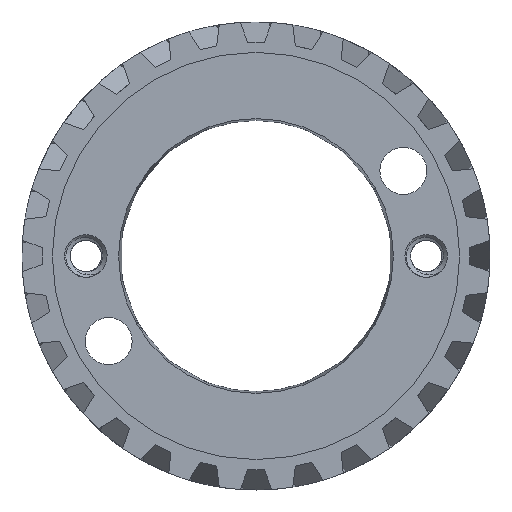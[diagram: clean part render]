
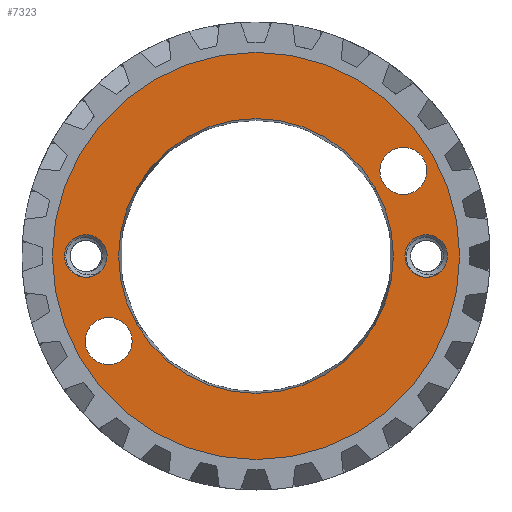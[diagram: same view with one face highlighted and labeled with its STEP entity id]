
A CAD part, left-side view. The second image highlights one B-rep face of the part: STEP entity #7323.
In plain terms, the highlighted planar face has unit normal (-1, 0, 0).
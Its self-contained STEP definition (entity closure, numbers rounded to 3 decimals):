
#345 = DIRECTION ( 'NONE',  ( 0., 0., 1. ) ) ;
#428 = PLANE ( 'NONE',  #8737 ) ;
#548 = VERTEX_POINT ( 'NONE', #2233 ) ;
#573 = DIRECTION ( 'NONE',  ( -1., 0., 0. ) ) ;
#587 = DIRECTION ( 'NONE',  ( -1., 0., 0. ) ) ;
#674 = ORIENTED_EDGE ( 'NONE', *, *, #5837, .T. ) ;
#710 = VERTEX_POINT ( 'NONE', #8837 ) ;
#1431 = CARTESIAN_POINT ( 'NONE',  ( -4.538, 0., 20.514 ) ) ;
#1518 = DIRECTION ( 'NONE',  ( 0., 0., 1. ) ) ;
#1553 = VERTEX_POINT ( 'NONE', #12342 ) ;
#1609 = CARTESIAN_POINT ( 'NONE',  ( -4.538, 25.4, 0. ) ) ;
#1638 = CIRCLE ( 'NONE', #7990, 20.514 ) ;
#1661 = DIRECTION ( 'NONE',  ( 0., 0., 1. ) ) ;
#1716 = DIRECTION ( 'NONE',  ( 0., 0., 1. ) ) ;
#1969 = DIRECTION ( 'NONE',  ( 1., 0., 0. ) ) ;
#2027 = FACE_BOUND ( 'NONE', #8444, .T. ) ;
#2125 = EDGE_LOOP ( 'NONE', ( #11485, #8669 ) ) ;
#2221 = DIRECTION ( 'NONE',  ( 1., 0., 0. ) ) ;
#2233 = CARTESIAN_POINT ( 'NONE',  ( -4.538, -21.997, 16.205 ) ) ;
#2241 = VERTEX_POINT ( 'NONE', #14852 ) ;
#2312 = DIRECTION ( 'NONE',  ( -1., 0., 0. ) ) ;
#2373 = CIRCLE ( 'NONE', #10468, 30.39 ) ;
#2424 = DIRECTION ( 'NONE',  ( -1., 0., 0. ) ) ;
#2486 = CARTESIAN_POINT ( 'NONE',  ( -4.538, 25.4, 0. ) ) ;
#2572 = DIRECTION ( 'NONE',  ( 0., 0., 1. ) ) ;
#2588 = AXIS2_PLACEMENT_3D ( 'NONE', #2764, #587, #8823 ) ;
#2674 = AXIS2_PLACEMENT_3D ( 'NONE', #8536, #7143, #2572 ) ;
#2764 = CARTESIAN_POINT ( 'NONE',  ( -4.538, -25.4, 0. ) ) ;
#2837 = CIRCLE ( 'NONE', #2674, 3.175 ) ;
#2945 = CIRCLE ( 'NONE', #14733, 20.514 ) ;
#3039 = VERTEX_POINT ( 'NONE', #1431 ) ;
#3083 = EDGE_CURVE ( 'NONE', #12404, #7365, #4309, .T. ) ;
#3111 = CARTESIAN_POINT ( 'NONE',  ( -4.538, 21.997, -12.7 ) ) ;
#3141 = AXIS2_PLACEMENT_3D ( 'NONE', #3111, #5577, #13822 ) ;
#3259 = ORIENTED_EDGE ( 'NONE', *, *, #15225, .F. ) ;
#3435 = AXIS2_PLACEMENT_3D ( 'NONE', #2486, #8562, #1518 ) ;
#3453 = CARTESIAN_POINT ( 'NONE',  ( -4.538, 23.155, -2.245 ) ) ;
#3588 = EDGE_CURVE ( 'NONE', #9459, #10032, #2837, .T. ) ;
#3722 = ORIENTED_EDGE ( 'NONE', *, *, #11569, .F. ) ;
#3754 = CARTESIAN_POINT ( 'NONE',  ( -4.538, 0., 0. ) ) ;
#3894 = AXIS2_PLACEMENT_3D ( 'NONE', #3754, #12021, #13196 ) ;
#4009 = AXIS2_PLACEMENT_3D ( 'NONE', #15153, #5651, #5512 ) ;
#4024 = EDGE_CURVE ( 'NONE', #13604, #10804, #11163, .T. ) ;
#4309 = CIRCLE ( 'NONE', #3894, 30.39 ) ;
#4549 = EDGE_LOOP ( 'NONE', ( #3722, #4802 ) ) ;
#4753 = CARTESIAN_POINT ( 'NONE',  ( -4.538, 0., 0. ) ) ;
#4802 = ORIENTED_EDGE ( 'NONE', *, *, #10015, .F. ) ;
#5025 = CIRCLE ( 'NONE', #10114, 3.175 ) ;
#5183 = CIRCLE ( 'NONE', #4009, 3.505 ) ;
#5224 = CARTESIAN_POINT ( 'NONE',  ( -4.538, 0., -30.39 ) ) ;
#5227 = CARTESIAN_POINT ( 'NONE',  ( -4.538, -25.4, 0. ) ) ;
#5512 = DIRECTION ( 'NONE',  ( 0., 0., 1. ) ) ;
#5530 = FACE_BOUND ( 'NONE', #8501, .T. ) ;
#5577 = DIRECTION ( 'NONE',  ( 1., 0., 0. ) ) ;
#5649 = CARTESIAN_POINT ( 'NONE',  ( -4.538, 21.997, -9.195 ) ) ;
#5651 = DIRECTION ( 'NONE',  ( 1., 0., 0. ) ) ;
#5796 = AXIS2_PLACEMENT_3D ( 'NONE', #7059, #2221, #11828 ) ;
#5837 = EDGE_CURVE ( 'NONE', #710, #548, #14806, .T. ) ;
#5846 = CIRCLE ( 'NONE', #3435, 3.175 ) ;
#6335 = EDGE_CURVE ( 'NONE', #10032, #6855, #5025, .T. ) ;
#6679 = DIRECTION ( 'NONE',  ( 0., 0., 1. ) ) ;
#6855 = VERTEX_POINT ( 'NONE', #13095 ) ;
#7059 = CARTESIAN_POINT ( 'NONE',  ( -4.538, -21.997, 12.7 ) ) ;
#7143 = DIRECTION ( 'NONE',  ( -1., 0., 0. ) ) ;
#7323 = ADVANCED_FACE ( 'NONE', ( #9392, #5530, #7553, #13109, #2027, #14193 ), #428, .T. ) ;
#7365 = VERTEX_POINT ( 'NONE', #5224 ) ;
#7380 = ORIENTED_EDGE ( 'NONE', *, *, #4024, .F. ) ;
#7391 = EDGE_LOOP ( 'NONE', ( #674, #13128 ) ) ;
#7394 = DIRECTION ( 'NONE',  ( -1., 0., 0. ) ) ;
#7494 = ORIENTED_EDGE ( 'NONE', *, *, #10288, .F. ) ;
#7553 = FACE_BOUND ( 'NONE', #4549, .T. ) ;
#7601 = EDGE_CURVE ( 'NONE', #13844, #1553, #5183, .T. ) ;
#7634 = DIRECTION ( 'NONE',  ( -1., 0., 0. ) ) ;
#7989 = DIRECTION ( 'NONE',  ( -1., 0., 0. ) ) ;
#7990 = AXIS2_PLACEMENT_3D ( 'NONE', #11584, #7989, #6679 ) ;
#8444 = EDGE_LOOP ( 'NONE', ( #8713, #14795 ) ) ;
#8501 = EDGE_LOOP ( 'NONE', ( #9896, #3259, #14316 ) ) ;
#8536 = CARTESIAN_POINT ( 'NONE',  ( -4.538, 25.4, 0. ) ) ;
#8562 = DIRECTION ( 'NONE',  ( -1., 0., 0. ) ) ;
#8608 = DIRECTION ( 'NONE',  ( -1., 0., 0. ) ) ;
#8666 = CARTESIAN_POINT ( 'NONE',  ( -4.538, 0., 0. ) ) ;
#8669 = ORIENTED_EDGE ( 'NONE', *, *, #10537, .T. ) ;
#8713 = ORIENTED_EDGE ( 'NONE', *, *, #9204, .T. ) ;
#8737 = AXIS2_PLACEMENT_3D ( 'NONE', #8666, #8608, #1716 ) ;
#8823 = DIRECTION ( 'NONE',  ( 0., 0., 1. ) ) ;
#8837 = CARTESIAN_POINT ( 'NONE',  ( -4.538, -21.997, 9.195 ) ) ;
#9013 = CIRCLE ( 'NONE', #3141, 3.505 ) ;
#9146 = CARTESIAN_POINT ( 'NONE',  ( -4.538, 0., 30.39 ) ) ;
#9204 = EDGE_CURVE ( 'NONE', #1553, #13844, #9013, .T. ) ;
#9392 = FACE_BOUND ( 'NONE', #11501, .T. ) ;
#9459 = VERTEX_POINT ( 'NONE', #3453 ) ;
#9480 = EDGE_CURVE ( 'NONE', #548, #710, #14933, .T. ) ;
#9896 = ORIENTED_EDGE ( 'NONE', *, *, #3588, .F. ) ;
#10015 = EDGE_CURVE ( 'NONE', #2241, #3039, #2945, .T. ) ;
#10032 = VERTEX_POINT ( 'NONE', #14065 ) ;
#10114 = AXIS2_PLACEMENT_3D ( 'NONE', #1609, #573, #1661 ) ;
#10288 = EDGE_CURVE ( 'NONE', #14477, #13604, #14758, .T. ) ;
#10468 = AXIS2_PLACEMENT_3D ( 'NONE', #4753, #2424, #11874 ) ;
#10485 = ORIENTED_EDGE ( 'NONE', *, *, #14642, .F. ) ;
#10537 = EDGE_CURVE ( 'NONE', #7365, #12404, #2373, .T. ) ;
#10609 = AXIS2_PLACEMENT_3D ( 'NONE', #11480, #1969, #11525 ) ;
#10719 = CARTESIAN_POINT ( 'NONE',  ( -4.538, 0., 0. ) ) ;
#10773 = AXIS2_PLACEMENT_3D ( 'NONE', #5227, #7634, #11115 ) ;
#10804 = VERTEX_POINT ( 'NONE', #12727 ) ;
#10815 = CARTESIAN_POINT ( 'NONE',  ( -4.538, -27.645, -2.245 ) ) ;
#11062 = CIRCLE ( 'NONE', #14411, 3.175 ) ;
#11115 = DIRECTION ( 'NONE',  ( 0., 0., 1. ) ) ;
#11163 = CIRCLE ( 'NONE', #10773, 3.175 ) ;
#11480 = CARTESIAN_POINT ( 'NONE',  ( -4.538, -21.997, 12.7 ) ) ;
#11485 = ORIENTED_EDGE ( 'NONE', *, *, #3083, .T. ) ;
#11501 = EDGE_LOOP ( 'NONE', ( #7494, #10485, #7380 ) ) ;
#11525 = DIRECTION ( 'NONE',  ( 0., 0., 1. ) ) ;
#11569 = EDGE_CURVE ( 'NONE', #3039, #2241, #1638, .T. ) ;
#11584 = CARTESIAN_POINT ( 'NONE',  ( -4.538, 0., 0. ) ) ;
#11828 = DIRECTION ( 'NONE',  ( 0., 0., 1. ) ) ;
#11874 = DIRECTION ( 'NONE',  ( 0., 0., 1. ) ) ;
#12021 = DIRECTION ( 'NONE',  ( -1., 0., 0. ) ) ;
#12342 = CARTESIAN_POINT ( 'NONE',  ( -4.538, 21.997, -16.205 ) ) ;
#12404 = VERTEX_POINT ( 'NONE', #9146 ) ;
#12727 = CARTESIAN_POINT ( 'NONE',  ( -4.538, -25.4, -3.175 ) ) ;
#13046 = DIRECTION ( 'NONE',  ( 0., 0., 1. ) ) ;
#13095 = CARTESIAN_POINT ( 'NONE',  ( -4.538, 25.4, -3.175 ) ) ;
#13109 = FACE_OUTER_BOUND ( 'NONE', #2125, .T. ) ;
#13128 = ORIENTED_EDGE ( 'NONE', *, *, #9480, .T. ) ;
#13196 = DIRECTION ( 'NONE',  ( 0., 0., 1. ) ) ;
#13471 = CARTESIAN_POINT ( 'NONE',  ( -4.538, -25.4, 3.175 ) ) ;
#13604 = VERTEX_POINT ( 'NONE', #13471 ) ;
#13822 = DIRECTION ( 'NONE',  ( 0., 0., 1. ) ) ;
#13844 = VERTEX_POINT ( 'NONE', #5649 ) ;
#14065 = CARTESIAN_POINT ( 'NONE',  ( -4.538, 25.4, 3.175 ) ) ;
#14193 = FACE_BOUND ( 'NONE', #7391, .T. ) ;
#14316 = ORIENTED_EDGE ( 'NONE', *, *, #6335, .F. ) ;
#14411 = AXIS2_PLACEMENT_3D ( 'NONE', #14570, #7394, #345 ) ;
#14477 = VERTEX_POINT ( 'NONE', #10815 ) ;
#14570 = CARTESIAN_POINT ( 'NONE',  ( -4.538, -25.4, 0. ) ) ;
#14642 = EDGE_CURVE ( 'NONE', #10804, #14477, #11062, .T. ) ;
#14733 = AXIS2_PLACEMENT_3D ( 'NONE', #10719, #2312, #13046 ) ;
#14758 = CIRCLE ( 'NONE', #2588, 3.175 ) ;
#14795 = ORIENTED_EDGE ( 'NONE', *, *, #7601, .T. ) ;
#14806 = CIRCLE ( 'NONE', #10609, 3.505 ) ;
#14852 = CARTESIAN_POINT ( 'NONE',  ( -4.538, 0., -20.514 ) ) ;
#14933 = CIRCLE ( 'NONE', #5796, 3.505 ) ;
#15153 = CARTESIAN_POINT ( 'NONE',  ( -4.538, 21.997, -12.7 ) ) ;
#15225 = EDGE_CURVE ( 'NONE', #6855, #9459, #5846, .T. ) ;
